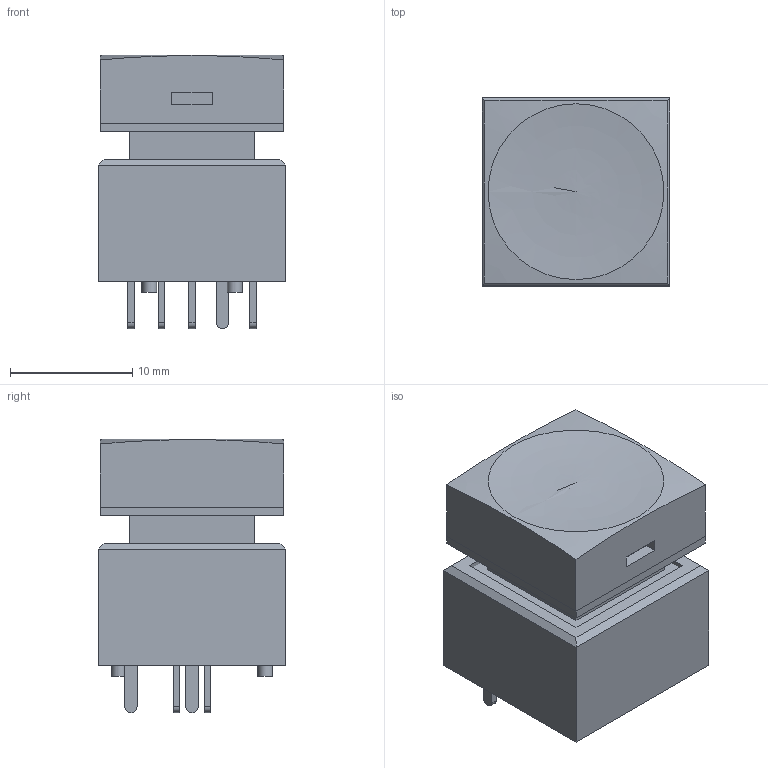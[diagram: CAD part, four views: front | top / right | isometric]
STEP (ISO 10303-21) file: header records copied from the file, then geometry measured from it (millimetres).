
FILE_DESCRIPTION((' '),'2;1');
FILE_NAME('ULP12xxP1xSSCL1xxxxxx.stp','2017-07-28T10:22:12',(' '),(' '),' ','ACIS',' ');
FILE_SCHEMA(('CONFIG_CONTROL_DESIGN'));
Length unit declared in the file: inch
Products named in the file (11): ULP12xxP1xSSCL1xxxxxx.stp; Body1; Body2; Body3; Body4; Body5; Body6; Body7; Body8; Body9; Body10
Assembly tree (10 placements, depth 2):
  ULP12xxP1xSSCL1xxxxxx.stp
    Body1
    Body2
    Body3
    Body4
    Body5
    Body6
    Body7
    Body8
    Body9
    Body10
Bounding box: 15.4 x 15.4 x 22.4 mm (x, y, z)
Volume: 3316 mm3; surface area: 4161.6 mm2
Topology: 10 solids, 10 shells, 242 faces, 635 edges, 410 vertices
Faces by surface type: plane 226, cylinder 14, bspline 2
Full cylindrical faces by diameter (mm): 1.2 x4
Entity records: 8890 total; most frequent: CARTESIAN_POINT 1374, ORIENTED_EDGE 1254, DIRECTION 1177, EDGE_CURVE 627, VECTOR 589, LINE 589, VERTEX_POINT 408, AXIS2_PLACEMENT_3D 294
